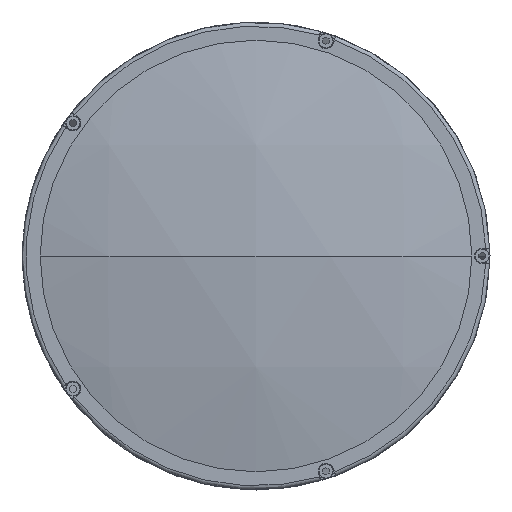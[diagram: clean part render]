
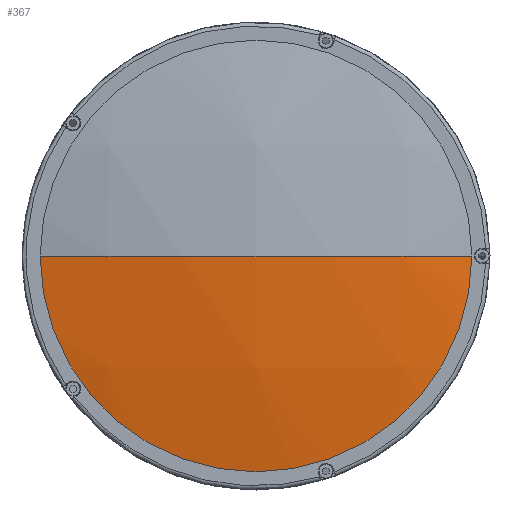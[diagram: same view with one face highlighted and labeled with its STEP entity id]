
A CAD part, left-side view. The second image highlights one B-rep face of the part: STEP entity #367.
In plain terms, the highlighted spherical face has radius 384 mm.
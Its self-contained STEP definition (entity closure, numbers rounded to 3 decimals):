
#26 = EDGE_CURVE ( 'NONE', #13389, #7284, #7718, .T. ) ;
#367 = ADVANCED_FACE ( 'NONE', ( #11222 ), #5085, .T. ) ;
#1385 = AXIS2_PLACEMENT_3D ( 'NONE', #5903, #13110, #6966 ) ;
#2610 = AXIS2_PLACEMENT_3D ( 'NONE', #4070, #5895, #2936 ) ;
#2673 = ORIENTED_EDGE ( 'NONE', *, *, #26, .F. ) ;
#2936 = DIRECTION ( 'NONE',  ( 0., -1., 0. ) ) ;
#3580 = ORIENTED_EDGE ( 'NONE', *, *, #9418, .T. ) ;
#4070 = CARTESIAN_POINT ( 'NONE',  ( 21.37, 0., 0. ) ) ;
#4107 = CARTESIAN_POINT ( 'NONE',  ( -353.104, 0., 0. ) ) ;
#4548 = DIRECTION ( 'NONE',  ( 0., 1., 0. ) ) ;
#4873 = AXIS2_PLACEMENT_3D ( 'NONE', #12763, #10725, #4548 ) ;
#5085 = SPHERICAL_SURFACE ( 'NONE', #4873, 384. ) ;
#5176 = DIRECTION ( 'NONE',  ( 0., 0., 1. ) ) ;
#5895 = DIRECTION ( 'NONE',  ( 0., 0., 1. ) ) ;
#5903 = CARTESIAN_POINT ( 'NONE',  ( 21.37, 0., 0. ) ) ;
#6626 = EDGE_CURVE ( 'NONE', #8705, #7284, #12053, .T. ) ;
#6966 = DIRECTION ( 'NONE',  ( 0., 1., 0. ) ) ;
#7284 = VERTEX_POINT ( 'NONE', #9265 ) ;
#7718 = CIRCLE ( 'NONE', #2610, 384. ) ;
#8168 = CIRCLE ( 'NONE', #9293, 85. ) ;
#8705 = VERTEX_POINT ( 'NONE', #10469 ) ;
#8989 = EDGE_LOOP ( 'NONE', ( #3580, #11989, #2673 ) ) ;
#9265 = CARTESIAN_POINT ( 'NONE',  ( -362.63, 0., 0. ) ) ;
#9293 = AXIS2_PLACEMENT_3D ( 'NONE', #4107, #11343, #5176 ) ;
#9418 = EDGE_CURVE ( 'NONE', #13389, #8705, #8168, .T. ) ;
#9607 = CARTESIAN_POINT ( 'NONE',  ( -353.104, 85., 0. ) ) ;
#10469 = CARTESIAN_POINT ( 'NONE',  ( -353.104, -85., 0. ) ) ;
#10725 = DIRECTION ( 'NONE',  ( 0., 0., -1. ) ) ;
#11222 = FACE_OUTER_BOUND ( 'NONE', #8989, .T. ) ;
#11343 = DIRECTION ( 'NONE',  ( -1., 0., 0. ) ) ;
#11989 = ORIENTED_EDGE ( 'NONE', *, *, #6626, .T. ) ;
#12053 = CIRCLE ( 'NONE', #1385, 384. ) ;
#12763 = CARTESIAN_POINT ( 'NONE',  ( 21.37, 0., 0. ) ) ;
#13110 = DIRECTION ( 'NONE',  ( 0., 0., -1. ) ) ;
#13389 = VERTEX_POINT ( 'NONE', #9607 ) ;
